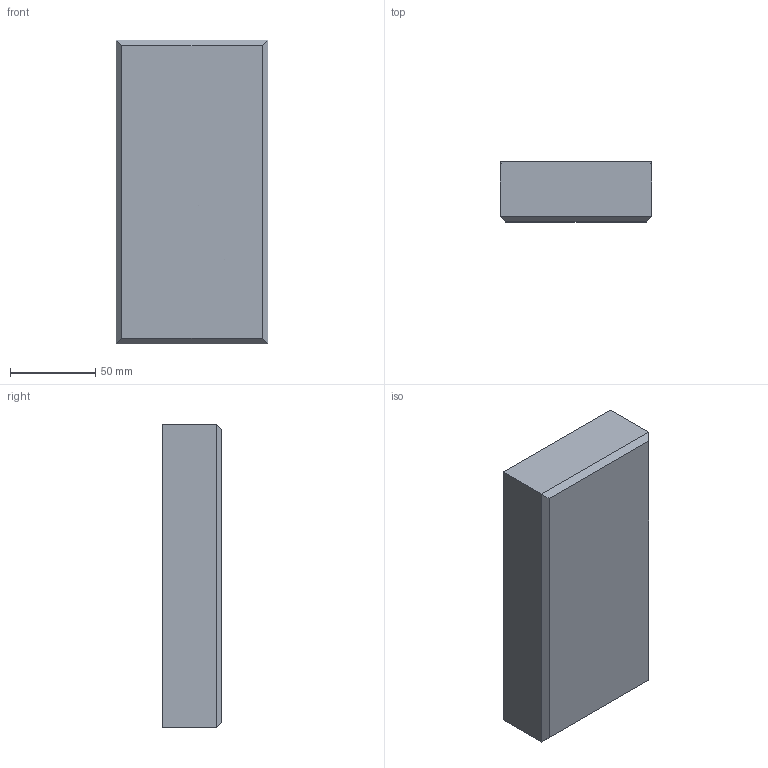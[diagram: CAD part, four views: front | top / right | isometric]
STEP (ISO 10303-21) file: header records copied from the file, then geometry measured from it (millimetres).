
FILE_DESCRIPTION(/* description */ (''),/* implementation_level */ '2;1');
FILE_NAME(/* name */ 'Tweezers Tray Bot.step',/* time_stamp */ '2021-03-02T06:20:24-05:00',/* author */ ('elizh'),/* organization */ (''),/* preprocessor_version */ 'ST-DEVELOPER v18.1',/* originating_system */ 'Autodesk Inventor 2021',/* authorisation */ '');
FILE_SCHEMA (('AUTOMOTIVE_DESIGN { 1 0 10303 214 3 1 1 }'));
Length unit declared in the file: inch
Products named in the file (1): Drill Bits Tray (5 length)
Bounding box: 88.9 x 34.92 x 177.8 mm (x, y, z)
Volume: 183341.9 mm3; surface area: 78520.8 mm2
Topology: 1 solids, 1 shells, 104 faces, 294 edges, 192 vertices
Faces by surface type: plane 90, cylinder 14
Entity records: 3353 total; most frequent: CARTESIAN_POINT 591, ORIENTED_EDGE 588, DIRECTION 532, EDGE_CURVE 294, LINE 266, VECTOR 266, VERTEX_POINT 192, AXIS2_PLACEMENT_3D 133
